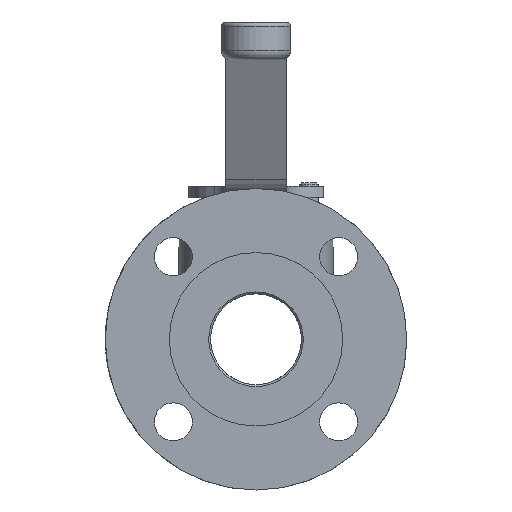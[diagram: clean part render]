
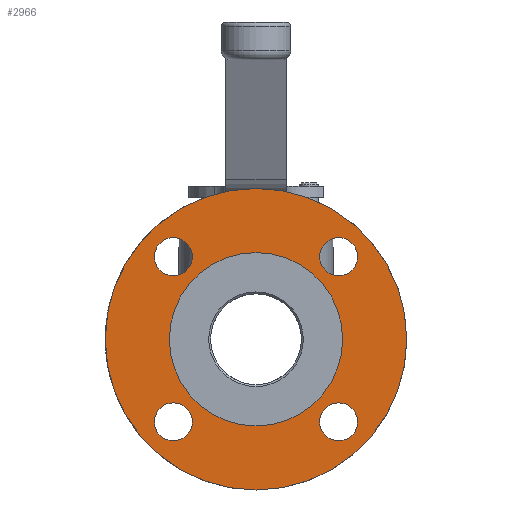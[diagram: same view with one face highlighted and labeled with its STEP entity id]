
A CAD part, front view. The second image highlights one B-rep face of the part: STEP entity #2966.
In plain terms, the highlighted planar face has unit normal (0, -1, 0).
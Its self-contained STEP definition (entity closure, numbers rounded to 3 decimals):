
#1096=CARTESIAN_POINT('',(-34.79,-95.39,26.79));
#1097=VERTEX_POINT('',#1096);
#1098=CARTESIAN_POINT('',(-34.79,-95.39,34.79));
#1099=DIRECTION('',(0.0,1.0,0.0));
#1100=DIRECTION('',(0.0,0.0,1.0));
#1101=AXIS2_PLACEMENT_3D('',#1098,#1099,#1100);
#1102=CIRCLE('',#1101,8.0);
#1103=EDGE_CURVE('',#1097,#1097,#1102,.T.);
#1124=CARTESIAN_POINT('',(-26.79,-95.39,-34.79));
#1125=VERTEX_POINT('',#1124);
#1126=CARTESIAN_POINT('',(-34.79,-95.39,-34.79));
#1127=DIRECTION('',(0.0,1.0,0.0));
#1128=DIRECTION('',(-1.0,0.0,0.0));
#1129=AXIS2_PLACEMENT_3D('',#1126,#1127,#1128);
#1130=CIRCLE('',#1129,8.0);
#1131=EDGE_CURVE('',#1125,#1125,#1130,.T.);
#1152=CARTESIAN_POINT('',(34.79,-95.39,-26.79));
#1153=VERTEX_POINT('',#1152);
#1154=CARTESIAN_POINT('',(34.79,-95.39,-34.79));
#1155=DIRECTION('',(0.0,1.0,0.0));
#1156=DIRECTION('',(0.0,0.0,-1.0));
#1157=AXIS2_PLACEMENT_3D('',#1154,#1155,#1156);
#1158=CIRCLE('',#1157,8.0);
#1159=EDGE_CURVE('',#1153,#1153,#1158,.T.);
#1180=CARTESIAN_POINT('',(26.79,-95.39,34.79));
#1181=VERTEX_POINT('',#1180);
#1182=CARTESIAN_POINT('',(34.79,-95.39,34.79));
#1183=DIRECTION('',(0.0,1.0,0.0));
#1184=DIRECTION('',(1.0,0.0,0.0));
#1185=AXIS2_PLACEMENT_3D('',#1182,#1183,#1184);
#1186=CIRCLE('',#1185,8.0);
#1187=EDGE_CURVE('',#1181,#1181,#1186,.T.);
#2920=CARTESIAN_POINT('',(0.0,-95.39,-63.5));
#2921=VERTEX_POINT('',#2920);
#2922=CARTESIAN_POINT('',(0.0,-95.39,0.0));
#2923=DIRECTION('',(0.0,-1.0,0.0));
#2924=DIRECTION('',(0.0,0.0,-1.0));
#2925=AXIS2_PLACEMENT_3D('',#2922,#2923,#2924);
#2926=CIRCLE('',#2925,63.5);
#2927=EDGE_CURVE('',#2921,#2921,#2926,.T.);
#2935=CARTESIAN_POINT('',(0.0,-95.39,-50.0));
#2936=DIRECTION('',(0.0,-1.0,0.0));
#2937=DIRECTION('',(0.0,0.0,-1.0));
#2938=AXIS2_PLACEMENT_3D('',#2935,#2936,#2937);
#2939=PLANE('',#2938);
#2940=ORIENTED_EDGE('',*,*,#2927,.T.);
#2941=EDGE_LOOP('',(#2940));
#2942=FACE_OUTER_BOUND('',#2941,.T.);
#2943=ORIENTED_EDGE('',*,*,#1103,.T.);
#2944=EDGE_LOOP('',(#2943));
#2945=FACE_BOUND('',#2944,.T.);
#2946=ORIENTED_EDGE('',*,*,#1131,.T.);
#2947=EDGE_LOOP('',(#2946));
#2948=FACE_BOUND('',#2947,.T.);
#2949=ORIENTED_EDGE('',*,*,#1159,.T.);
#2950=EDGE_LOOP('',(#2949));
#2951=FACE_BOUND('',#2950,.T.);
#2952=ORIENTED_EDGE('',*,*,#1187,.T.);
#2953=EDGE_LOOP('',(#2952));
#2954=FACE_BOUND('',#2953,.T.);
#2955=CARTESIAN_POINT('',(0.0,-95.39,-36.5));
#2956=VERTEX_POINT('',#2955);
#2957=CARTESIAN_POINT('',(0.0,-95.39,0.0));
#2958=DIRECTION('',(0.0,-1.0,0.0));
#2959=DIRECTION('',(0.0,0.0,-1.0));
#2960=AXIS2_PLACEMENT_3D('',#2957,#2958,#2959);
#2961=CIRCLE('',#2960,36.5);
#2962=EDGE_CURVE('',#2956,#2956,#2961,.T.);
#2963=ORIENTED_EDGE('',*,*,#2962,.F.);
#2964=EDGE_LOOP('',(#2963));
#2965=FACE_BOUND('',#2964,.T.);
#2966=ADVANCED_FACE('',(#2942,#2945,#2948,#2951,#2954,#2965),#2939,.T.);
